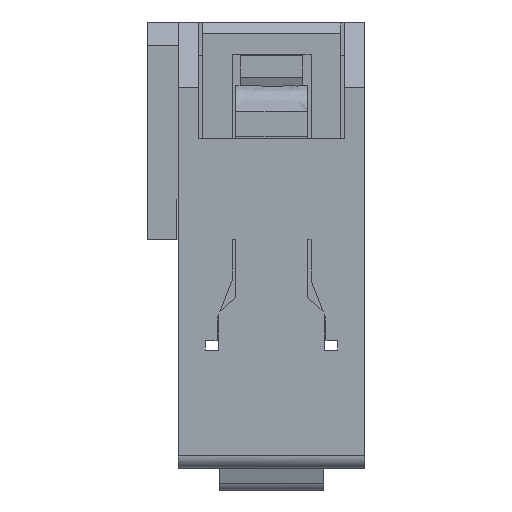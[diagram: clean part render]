
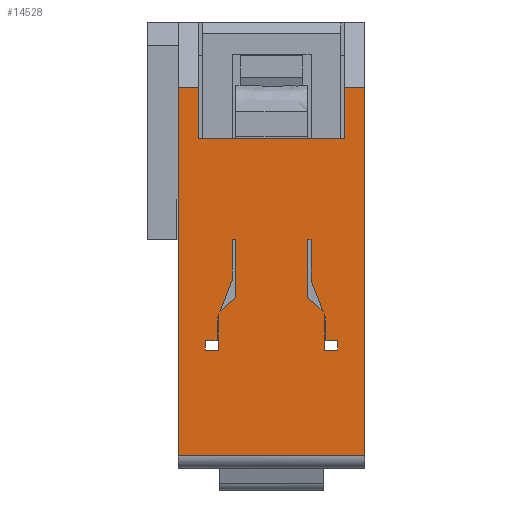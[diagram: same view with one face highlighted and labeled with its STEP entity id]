
A CAD part, left-side view. The second image highlights one B-rep face of the part: STEP entity #14528.
In plain terms, the highlighted planar face has unit normal (-1, 0, 0).
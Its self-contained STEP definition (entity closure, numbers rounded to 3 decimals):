
#16=FACE_BOUND('',#1392,.T.);
#17=FACE_BOUND('',#1393,.T.);
#18=FACE_BOUND('',#1394,.T.);
#19=FACE_BOUND('',#1395,.T.);
#658=FACE_OUTER_BOUND('',#1391,.T.);
#1391=EDGE_LOOP('',(#10424,#10425,#10426,#10427,#10428,#10429,#10430,#10431));
#1392=EDGE_LOOP('',(#10432,#10433,#10434,#10435,#10436,#10437));
#1393=EDGE_LOOP('',(#10438,#10439,#10440,#10441,#10442));
#1394=EDGE_LOOP('',(#10443,#10444,#10445,#10446,#10447,#10448));
#1395=EDGE_LOOP('',(#10449,#10450,#10451,#10452,#10453));
#2341=LINE('',#20485,#4248);
#2571=LINE('',#21112,#4478);
#2577=LINE('',#21124,#4484);
#2578=LINE('',#21128,#4485);
#2579=LINE('',#21130,#4486);
#2580=LINE('',#21132,#4487);
#2581=LINE('',#21134,#4488);
#2582=LINE('',#21136,#4489);
#2583=LINE('',#21138,#4490);
#2584=LINE('',#21140,#4491);
#2585=LINE('',#21141,#4492);
#2586=LINE('',#21144,#4493);
#2587=LINE('',#21146,#4494);
#2588=LINE('',#21148,#4495);
#2589=LINE('',#21150,#4496);
#2590=LINE('',#21152,#4497);
#2591=LINE('',#21153,#4498);
#2592=LINE('',#21156,#4499);
#2593=LINE('',#21157,#4500);
#2594=LINE('',#21159,#4501);
#2595=LINE('',#21160,#4502);
#2596=LINE('',#21162,#4503);
#2597=LINE('',#21164,#4504);
#2598=LINE('',#21166,#4505);
#2599=LINE('',#21168,#4506);
#2600=LINE('',#21169,#4507);
#2601=LINE('',#21171,#4508);
#2602=LINE('',#21173,#4509);
#2603=LINE('',#21175,#4510);
#2604=LINE('',#21176,#4511);
#4248=VECTOR('',#16373,0.7);
#4478=VECTOR('',#16821,0.12);
#4484=VECTOR('',#16829,0.12);
#4485=VECTOR('',#16832,11.85);
#4486=VECTOR('',#16833,0.65);
#4487=VECTOR('',#16834,1.65);
#4488=VECTOR('',#16835,4.7);
#4489=VECTOR('',#16836,1.65);
#4490=VECTOR('',#16837,0.65);
#4491=VECTOR('',#16838,11.85);
#4492=VECTOR('',#16839,6.);
#4493=VECTOR('',#16840,0.3);
#4494=VECTOR('',#16841,0.38);
#4495=VECTOR('',#16842,0.7);
#4496=VECTOR('',#16843,0.139);
#4497=VECTOR('',#16844,1.13);
#4498=VECTOR('',#16845,0.43);
#4499=VECTOR('',#16846,1.085);
#4500=VECTOR('',#16847,1.3);
#4501=VECTOR('',#16848,1.85);
#4502=VECTOR('',#16849,0.688);
#4503=VECTOR('',#16850,0.139);
#4504=VECTOR('',#16851,0.38);
#4505=VECTOR('',#16852,0.3);
#4506=VECTOR('',#16853,0.43);
#4507=VECTOR('',#16854,1.13);
#4508=VECTOR('',#16855,1.3);
#4509=VECTOR('',#16856,1.085);
#4510=VECTOR('',#16857,0.688);
#4511=VECTOR('',#16858,1.85);
#6097=VERTEX_POINT('',#20483);
#6098=VERTEX_POINT('',#20484);
#6224=VERTEX_POINT('',#21108);
#6226=VERTEX_POINT('',#21111);
#6229=VERTEX_POINT('',#21118);
#6231=VERTEX_POINT('',#21122);
#6232=VERTEX_POINT('',#21126);
#6233=VERTEX_POINT('',#21127);
#6234=VERTEX_POINT('',#21129);
#6235=VERTEX_POINT('',#21131);
#6236=VERTEX_POINT('',#21133);
#6237=VERTEX_POINT('',#21135);
#6238=VERTEX_POINT('',#21137);
#6239=VERTEX_POINT('',#21139);
#6240=VERTEX_POINT('',#21142);
#6241=VERTEX_POINT('',#21143);
#6242=VERTEX_POINT('',#21145);
#6243=VERTEX_POINT('',#21147);
#6244=VERTEX_POINT('',#21149);
#6245=VERTEX_POINT('',#21151);
#6246=VERTEX_POINT('',#21154);
#6247=VERTEX_POINT('',#21155);
#6248=VERTEX_POINT('',#21158);
#6249=VERTEX_POINT('',#21161);
#6250=VERTEX_POINT('',#21163);
#6251=VERTEX_POINT('',#21165);
#6252=VERTEX_POINT('',#21167);
#6253=VERTEX_POINT('',#21170);
#6254=VERTEX_POINT('',#21172);
#6255=VERTEX_POINT('',#21174);
#7603=EDGE_CURVE('',#6097,#6098,#2341,.T.);
#7837=EDGE_CURVE('',#6226,#6224,#2571,.T.);
#7843=EDGE_CURVE('',#6229,#6231,#2577,.T.);
#7844=EDGE_CURVE('',#6232,#6233,#2578,.T.);
#7845=EDGE_CURVE('',#6234,#6232,#2579,.T.);
#7846=EDGE_CURVE('',#6235,#6234,#2580,.T.);
#7847=EDGE_CURVE('',#6236,#6235,#2581,.T.);
#7848=EDGE_CURVE('',#6237,#6236,#2582,.T.);
#7849=EDGE_CURVE('',#6238,#6237,#2583,.T.);
#7850=EDGE_CURVE('',#6239,#6238,#2584,.T.);
#7851=EDGE_CURVE('',#6233,#6239,#2585,.T.);
#7852=EDGE_CURVE('',#6240,#6241,#2586,.T.);
#7853=EDGE_CURVE('',#6242,#6240,#2587,.T.);
#7854=EDGE_CURVE('',#6243,#6242,#2588,.T.);
#7855=EDGE_CURVE('',#6244,#6243,#2589,.T.);
#7856=EDGE_CURVE('',#6245,#6244,#2590,.T.);
#7857=EDGE_CURVE('',#6241,#6245,#2591,.T.);
#7858=EDGE_CURVE('',#6246,#6247,#2592,.T.);
#7859=EDGE_CURVE('',#6226,#6246,#2593,.T.);
#7860=EDGE_CURVE('',#6248,#6224,#2594,.T.);
#7861=EDGE_CURVE('',#6247,#6248,#2595,.T.);
#7862=EDGE_CURVE('',#6097,#6249,#2596,.T.);
#7863=EDGE_CURVE('',#6250,#6098,#2597,.T.);
#7864=EDGE_CURVE('',#6251,#6250,#2598,.T.);
#7865=EDGE_CURVE('',#6252,#6251,#2599,.T.);
#7866=EDGE_CURVE('',#6249,#6252,#2600,.T.);
#7867=EDGE_CURVE('',#6253,#6231,#2601,.T.);
#7868=EDGE_CURVE('',#6254,#6253,#2602,.T.);
#7869=EDGE_CURVE('',#6255,#6254,#2603,.T.);
#7870=EDGE_CURVE('',#6229,#6255,#2604,.T.);
#10424=ORIENTED_EDGE('',*,*,#7844,.F.);
#10425=ORIENTED_EDGE('',*,*,#7845,.F.);
#10426=ORIENTED_EDGE('',*,*,#7846,.F.);
#10427=ORIENTED_EDGE('',*,*,#7847,.F.);
#10428=ORIENTED_EDGE('',*,*,#7848,.F.);
#10429=ORIENTED_EDGE('',*,*,#7849,.F.);
#10430=ORIENTED_EDGE('',*,*,#7850,.F.);
#10431=ORIENTED_EDGE('',*,*,#7851,.F.);
#10432=ORIENTED_EDGE('',*,*,#7852,.F.);
#10433=ORIENTED_EDGE('',*,*,#7853,.F.);
#10434=ORIENTED_EDGE('',*,*,#7854,.F.);
#10435=ORIENTED_EDGE('',*,*,#7855,.F.);
#10436=ORIENTED_EDGE('',*,*,#7856,.F.);
#10437=ORIENTED_EDGE('',*,*,#7857,.F.);
#10438=ORIENTED_EDGE('',*,*,#7858,.F.);
#10439=ORIENTED_EDGE('',*,*,#7859,.F.);
#10440=ORIENTED_EDGE('',*,*,#7837,.T.);
#10441=ORIENTED_EDGE('',*,*,#7860,.F.);
#10442=ORIENTED_EDGE('',*,*,#7861,.F.);
#10443=ORIENTED_EDGE('',*,*,#7862,.F.);
#10444=ORIENTED_EDGE('',*,*,#7603,.T.);
#10445=ORIENTED_EDGE('',*,*,#7863,.F.);
#10446=ORIENTED_EDGE('',*,*,#7864,.F.);
#10447=ORIENTED_EDGE('',*,*,#7865,.F.);
#10448=ORIENTED_EDGE('',*,*,#7866,.F.);
#10449=ORIENTED_EDGE('',*,*,#7843,.T.);
#10450=ORIENTED_EDGE('',*,*,#7867,.F.);
#10451=ORIENTED_EDGE('',*,*,#7868,.F.);
#10452=ORIENTED_EDGE('',*,*,#7869,.F.);
#10453=ORIENTED_EDGE('',*,*,#7870,.F.);
#13862=PLANE('',#15278);
#14528=ADVANCED_FACE('',(#658,#16,#17,#18,#19),#13862,.F.);
#15278=AXIS2_PLACEMENT_3D('',#21125,#16830,#16831);
#16373=DIRECTION('',(0.,0.,-1.));
#16821=DIRECTION('',(0.,-1.,0.));
#16829=DIRECTION('',(0.,-1.,0.));
#16830=DIRECTION('center_axis',(1.,0.,0.));
#16831=DIRECTION('ref_axis',(0.,0.,-1.));
#16832=DIRECTION('',(0.,0.,-1.));
#16833=DIRECTION('',(0.,-1.,0.));
#16834=DIRECTION('',(0.,0.,1.));
#16835=DIRECTION('',(0.,-1.,0.));
#16836=DIRECTION('',(0.,0.,-1.));
#16837=DIRECTION('',(0.,-1.,0.));
#16838=DIRECTION('',(0.,0.,1.));
#16839=DIRECTION('',(0.,1.,0.));
#16840=DIRECTION('',(0.,0.,-1.));
#16841=DIRECTION('',(0.,1.,0.));
#16842=DIRECTION('',(0.,0.,-1.));
#16843=DIRECTION('',(0.,0.358,-0.934));
#16844=DIRECTION('',(0.,0.,1.));
#16845=DIRECTION('',(0.,-1.,0.));
#16846=DIRECTION('',(0.,0.358,-0.934));
#16847=DIRECTION('',(0.,0.,-1.));
#16848=DIRECTION('',(0.,0.,1.));
#16849=DIRECTION('',(0.,-0.74,0.673));
#16850=DIRECTION('',(0.,0.358,0.934));
#16851=DIRECTION('',(0.,1.,0.));
#16852=DIRECTION('',(0.,0.,1.));
#16853=DIRECTION('',(0.,-1.,0.));
#16854=DIRECTION('',(0.,0.,-1.));
#16855=DIRECTION('',(0.,0.,1.));
#16856=DIRECTION('',(0.,0.358,0.934));
#16857=DIRECTION('',(0.,-0.74,-0.673));
#16858=DIRECTION('',(0.,0.,-1.));
#20483=CARTESIAN_POINT('',(0.,1.25,-9.55));
#20484=CARTESIAN_POINT('',(0.,1.25,-10.25));
#20485=CARTESIAN_POINT('',(0.,1.25,-9.55));
#21108=CARTESIAN_POINT('',(0.,4.15,-7.));
#21111=CARTESIAN_POINT('',(0.,4.27,-7.));
#21112=CARTESIAN_POINT('',(0.,4.27,-7.));
#21118=CARTESIAN_POINT('',(0.,1.85,-7.));
#21122=CARTESIAN_POINT('',(0.,1.73,-7.));
#21124=CARTESIAN_POINT('',(0.,1.85,-7.));
#21125=CARTESIAN_POINT('Origin',(0.,3.,-1.863));
#21126=CARTESIAN_POINT('',(0.,0.,-2.1));
#21127=CARTESIAN_POINT('',(0.,0.,-13.95));
#21128=CARTESIAN_POINT('',(0.,0.,-2.1));
#21129=CARTESIAN_POINT('',(0.,0.65,-2.1));
#21130=CARTESIAN_POINT('',(0.,0.,-2.1));
#21131=CARTESIAN_POINT('',(0.,0.65,-3.75));
#21132=CARTESIAN_POINT('',(0.,0.65,-3.75));
#21133=CARTESIAN_POINT('',(0.,5.35,-3.75));
#21134=CARTESIAN_POINT('',(0.,5.35,-3.75));
#21135=CARTESIAN_POINT('',(0.,5.35,-2.1));
#21136=CARTESIAN_POINT('',(0.,5.35,-3.75));
#21137=CARTESIAN_POINT('',(0.,6.,-2.1));
#21138=CARTESIAN_POINT('',(0.,5.35,-2.1));
#21139=CARTESIAN_POINT('',(0.,6.,-13.95));
#21140=CARTESIAN_POINT('',(0.,6.,-13.95));
#21141=CARTESIAN_POINT('',(0.,6.,-13.95));
#21142=CARTESIAN_POINT('',(0.,5.13,-10.25));
#21143=CARTESIAN_POINT('',(0.,5.13,-10.55));
#21144=CARTESIAN_POINT('',(0.,5.13,-10.55));
#21145=CARTESIAN_POINT('',(0.,4.75,-10.25));
#21146=CARTESIAN_POINT('',(0.,4.75,-10.25));
#21147=CARTESIAN_POINT('',(0.,4.75,-9.55));
#21148=CARTESIAN_POINT('',(0.,4.75,-10.25));
#21149=CARTESIAN_POINT('',(0.,4.7,-9.42));
#21150=CARTESIAN_POINT('',(0.,4.75,-9.55));
#21151=CARTESIAN_POINT('',(0.,4.7,-10.55));
#21152=CARTESIAN_POINT('',(0.,4.7,-9.42));
#21153=CARTESIAN_POINT('',(0.,5.13,-10.55));
#21154=CARTESIAN_POINT('',(0.,4.27,-8.3));
#21155=CARTESIAN_POINT('',(0.,4.659,-9.313));
#21156=CARTESIAN_POINT('',(0.,4.659,-9.313));
#21157=CARTESIAN_POINT('',(0.,4.27,-8.3));
#21158=CARTESIAN_POINT('',(0.,4.15,-8.85));
#21159=CARTESIAN_POINT('',(0.,4.15,-8.85));
#21160=CARTESIAN_POINT('',(0.,4.659,-9.313));
#21161=CARTESIAN_POINT('',(0.,1.3,-9.42));
#21162=CARTESIAN_POINT('',(0.,1.3,-9.42));
#21163=CARTESIAN_POINT('',(0.,0.87,-10.25));
#21164=CARTESIAN_POINT('',(0.,0.87,-10.25));
#21165=CARTESIAN_POINT('',(0.,0.87,-10.55));
#21166=CARTESIAN_POINT('',(0.,0.87,-10.25));
#21167=CARTESIAN_POINT('',(0.,1.3,-10.55));
#21168=CARTESIAN_POINT('',(0.,1.3,-10.55));
#21169=CARTESIAN_POINT('',(0.,1.3,-10.55));
#21170=CARTESIAN_POINT('',(0.,1.73,-8.3));
#21171=CARTESIAN_POINT('',(0.,1.73,-7.));
#21172=CARTESIAN_POINT('',(0.,1.341,-9.313));
#21173=CARTESIAN_POINT('',(0.,1.73,-8.3));
#21174=CARTESIAN_POINT('',(0.,1.85,-8.85));
#21175=CARTESIAN_POINT('',(0.,1.85,-8.85));
#21176=CARTESIAN_POINT('',(0.,1.85,-8.85));
